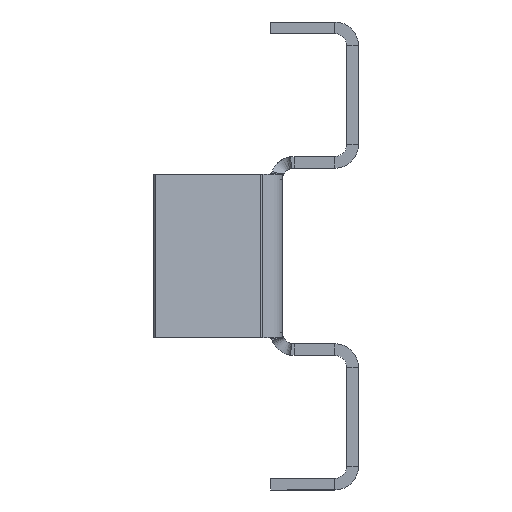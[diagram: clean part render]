
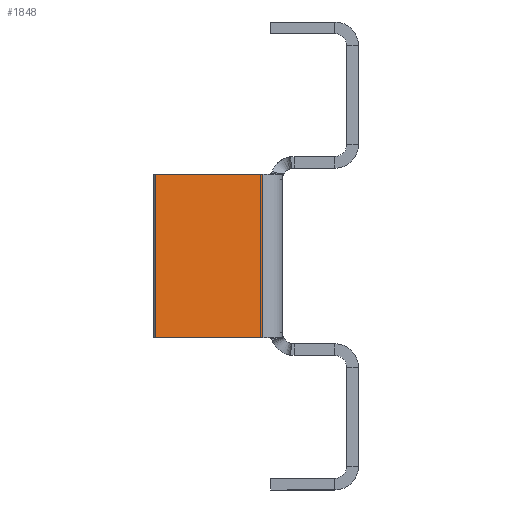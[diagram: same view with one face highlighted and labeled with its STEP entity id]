
A CAD part, left-side view. The second image highlights one B-rep face of the part: STEP entity #1848.
In plain terms, the highlighted planar face has unit normal (-0.985, -0.174, 0).
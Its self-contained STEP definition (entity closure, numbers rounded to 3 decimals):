
#21 = DIRECTION ( 'NONE',  ( 0., 0., -1. ) ) ;
#70 = VERTEX_POINT ( 'NONE', #2431 ) ;
#81 = EDGE_LOOP ( 'NONE', ( #2868, #722, #2335, #2642 ) ) ;
#90 = EDGE_CURVE ( 'NONE', #2755, #70, #1931, .T. ) ;
#99 = PLANE ( 'NONE',  #2956 ) ;
#160 = VECTOR ( 'NONE', #3081, 1000. ) ;
#175 = CARTESIAN_POINT ( 'NONE',  ( -258.496, 19.654, 14. ) ) ;
#202 = CARTESIAN_POINT ( 'NONE',  ( -258.496, 19.654, 14. ) ) ;
#406 = DIRECTION ( 'NONE',  ( 0.174, -0.985, 0. ) ) ;
#502 = VERTEX_POINT ( 'NONE', #960 ) ;
#595 = VECTOR ( 'NONE', #21, 1000. ) ;
#722 = ORIENTED_EDGE ( 'NONE', *, *, #90, .F. ) ;
#796 = VECTOR ( 'NONE', #1693, 1000. ) ;
#799 = EDGE_CURVE ( 'NONE', #502, #2163, #1096, .T. ) ;
#960 = CARTESIAN_POINT ( 'NONE',  ( -255.261, 1.305, -14. ) ) ;
#1096 = LINE ( 'NONE', #3120, #2071 ) ;
#1333 = CARTESIAN_POINT ( 'NONE',  ( -258.496, 19.654, -14. ) ) ;
#1526 = DIRECTION ( 'NONE',  ( -0.174, 0.985, 0. ) ) ;
#1528 = LINE ( 'NONE', #202, #796 ) ;
#1691 = EDGE_CURVE ( 'NONE', #2163, #2755, #1528, .T. ) ;
#1693 = DIRECTION ( 'NONE',  ( 0., 0., 1. ) ) ;
#1748 = EDGE_CURVE ( 'NONE', #70, #502, #2786, .T. ) ;
#1834 = DIRECTION ( 'NONE',  ( 0.985, 0.174, 0. ) ) ;
#1848 = ADVANCED_FACE ( 'NONE', ( #2102 ), #99, .F. ) ;
#1931 = LINE ( 'NONE', #3023, #160 ) ;
#2071 = VECTOR ( 'NONE', #1526, 1000. ) ;
#2102 = FACE_OUTER_BOUND ( 'NONE', #81, .T. ) ;
#2163 = VERTEX_POINT ( 'NONE', #1333 ) ;
#2335 = ORIENTED_EDGE ( 'NONE', *, *, #1691, .F. ) ;
#2431 = CARTESIAN_POINT ( 'NONE',  ( -255.261, 1.305, 14. ) ) ;
#2549 = CARTESIAN_POINT ( 'NONE',  ( -247.341, -43.613, 0. ) ) ;
#2642 = ORIENTED_EDGE ( 'NONE', *, *, #799, .F. ) ;
#2714 = CARTESIAN_POINT ( 'NONE',  ( -255.261, 1.305, 0. ) ) ;
#2755 = VERTEX_POINT ( 'NONE', #175 ) ;
#2786 = LINE ( 'NONE', #2714, #595 ) ;
#2868 = ORIENTED_EDGE ( 'NONE', *, *, #1748, .F. ) ;
#2956 = AXIS2_PLACEMENT_3D ( 'NONE', #2549, #1834, #406 ) ;
#3023 = CARTESIAN_POINT ( 'NONE',  ( -254.97, -0.347, 14. ) ) ;
#3081 = DIRECTION ( 'NONE',  ( 0.174, -0.985, 0. ) ) ;
#3120 = CARTESIAN_POINT ( 'NONE',  ( -258.496, 19.654, -14. ) ) ;
